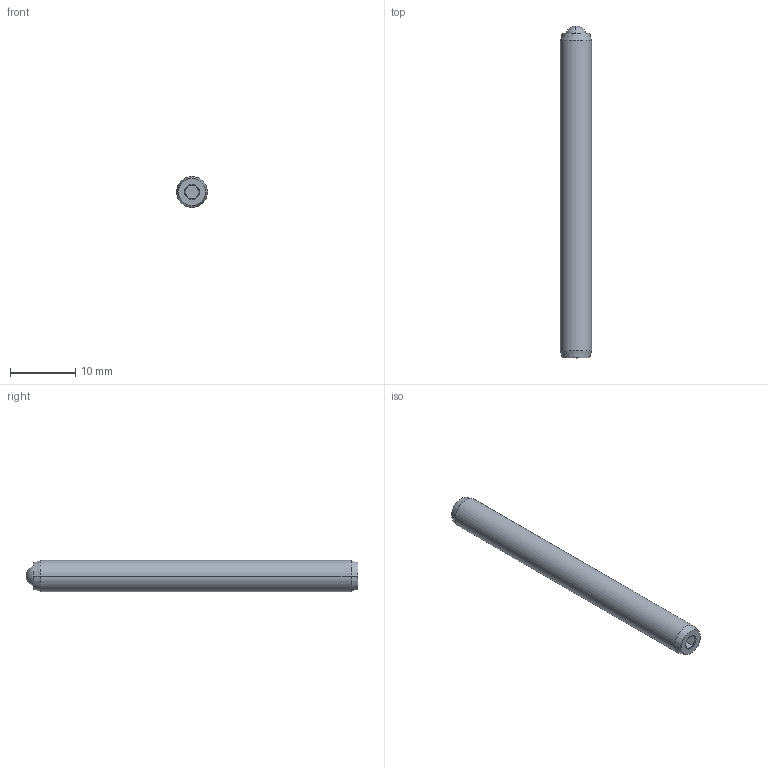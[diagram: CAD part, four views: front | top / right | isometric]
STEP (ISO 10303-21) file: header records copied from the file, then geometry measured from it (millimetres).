
FILE_DESCRIPTION (( 'STEP AP214' ), '1' );
FILE_NAME ('TTN045708-E0W.STEP', '2015-08-27T13:09:34', ( 'admin' ), ( '' ), 'SwSTEP 2.0', 'SolidWorks 2014', '' );
FILE_SCHEMA (( 'AUTOMOTIVE_DESIGN' ));
Length unit declared in the file: inch
Products named in the file (1): TTN045708-E0W
Bounding box: 4.76 x 50.79 x 4.76 mm (x, y, z)
Volume: 873.5 mm3; surface area: 836.3 mm2
Topology: 2 solids, 2 shells, 29 faces, 70 edges, 41 vertices
Faces by surface type: cone 12, plane 9, cylinder 4, sphere 4
Entity records: 1236 total; most frequent: CARTESIAN_POINT 169, DIRECTION 138, ORIENTED_EDGE 124, EDGE_CURVE 62, AXIS2_PLACEMENT_3D 52, VERTEX_POINT 39, LINE 34, VECTOR 34
